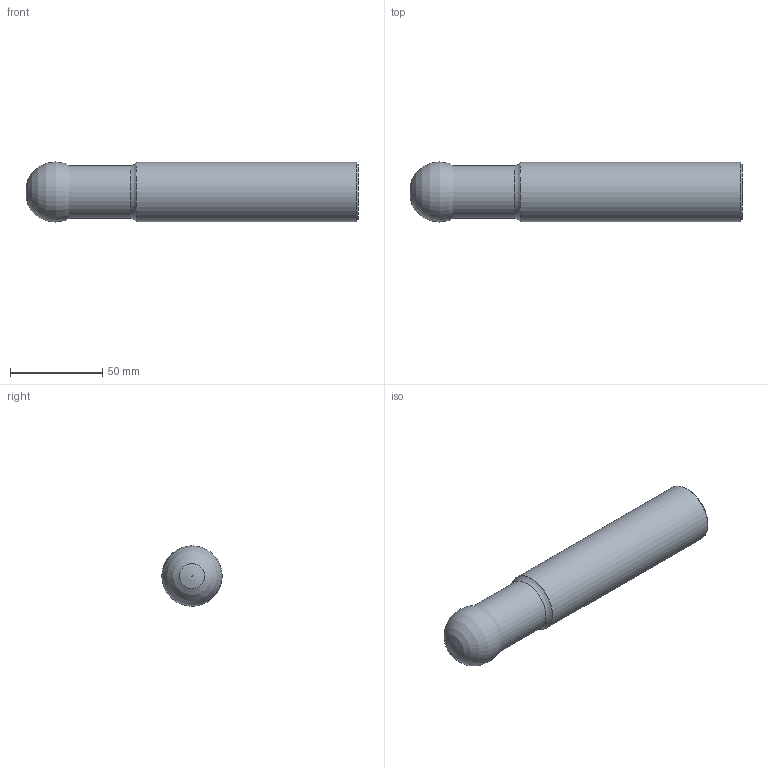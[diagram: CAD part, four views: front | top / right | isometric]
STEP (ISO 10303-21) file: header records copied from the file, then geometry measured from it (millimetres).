
FILE_DESCRIPTION(/* description */ (''),/* implementation_level */ '2;1');
FILE_NAME(/* name */ '32K2R060A32-SRC32-A.stp',/* time_stamp */ '2020-02-07T08:32:23+01:00',/* author */ (''),/* organization */ (''),/* preprocessor_version */ 'ST-DEVELOPER v16.7',/* originating_system */ 'SIEMENS PLM Software NX 12.0',/* authorisation */ '');
FILE_SCHEMA (('AUTOMOTIVE_DESIGN { 1 0 10303 214 3 1 1 1 }'));
Length unit declared in the file: millimetre
Products named in the file (1): pp07321CEE9Ebena
Bounding box: 179.72 x 32.61 x 32.59 mm (x, y, z)
Volume: 147228.7 mm3; surface area: 21314.9 mm2
Topology: 2 solids, 2 shells, 11 faces, 23 edges, 14 vertices
Faces by surface type: plane 3, revolution 3, cylinder 2, sphere 1, torus 1, cone 1
Full cylindrical faces by diameter (mm): 28.6 x1, 32 x1
Entity records: 252 total; most frequent: CARTESIAN_POINT 42, DIRECTION 39, EDGE_LOOP 18, ORIENTED_EDGE 18, AXIS2_PLACEMENT_3D 18, FACE_BOUND 14, ADVANCED_FACE 11, VERTEX_POINT 9
